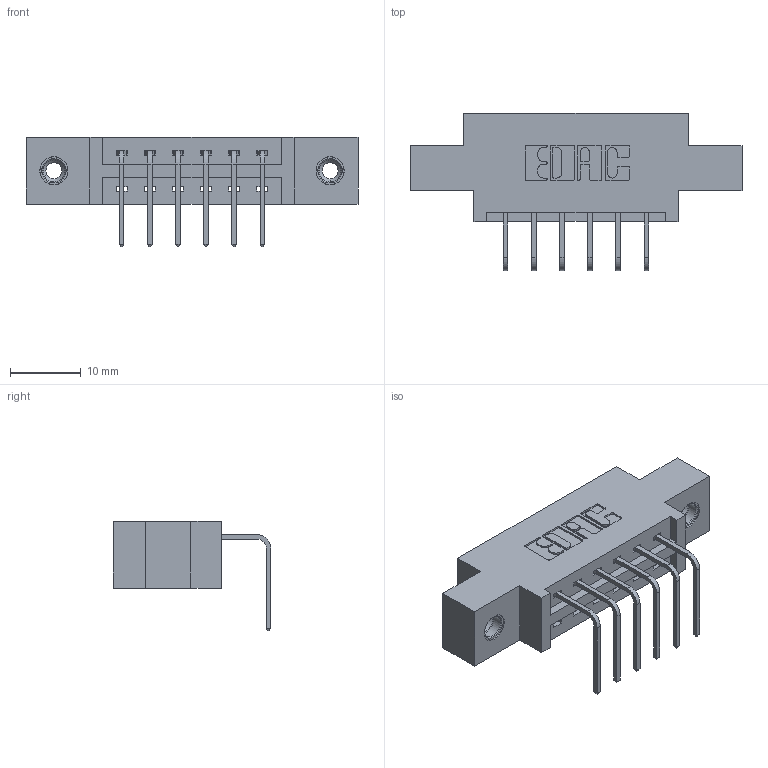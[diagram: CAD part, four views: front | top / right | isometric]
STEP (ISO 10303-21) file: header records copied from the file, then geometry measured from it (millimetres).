
FILE_DESCRIPTION (( 'STEP AP203' ), '1' );
FILE_NAME ('337-006-558-608.STEP', '2018-08-03T19:27:32', ( '' ), ( '' ), 'SwSTEP 2.0', 'SolidWorks 2016', '' );
FILE_SCHEMA (( 'CONFIG_CONTROL_DESIGN' ));
Length unit declared in the file: inch
Products named in the file (4): 345-292-001_558 Tail - 2; 345-250-001_345-250-003-102; 337-006-558-608; 337 Part_0.170 Offset - 0.156 Dia-TI
Assembly tree (9 placements, depth 2):
  337-006-558-608
    337 Part_0.170 Offset - 0.156 Dia-TI
    345-292-001_558 Tail - 2  x6
    345-250-001_345-250-003-102  x2
Bounding box: 46.79 x 22.17 x 15.37 mm (x, y, z)
Volume: 4308.2 mm3; surface area: 4501 mm2
Topology: 9 solids, 9 shells, 562 faces, 1623 edges, 1066 vertices
Faces by surface type: plane 394, cylinder 152, cone 12, torus 4
Entity records: 10518 total; most frequent: CARTESIAN_POINT 1811, ORIENTED_EDGE 1746, DIRECTION 1631, EDGE_CURVE 873, VECTOR 725, LINE 725, VERTEX_POINT 576, AXIS2_PLACEMENT_3D 453
